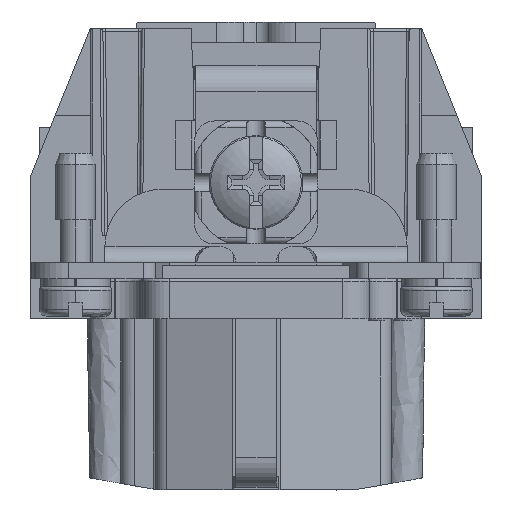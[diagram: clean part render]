
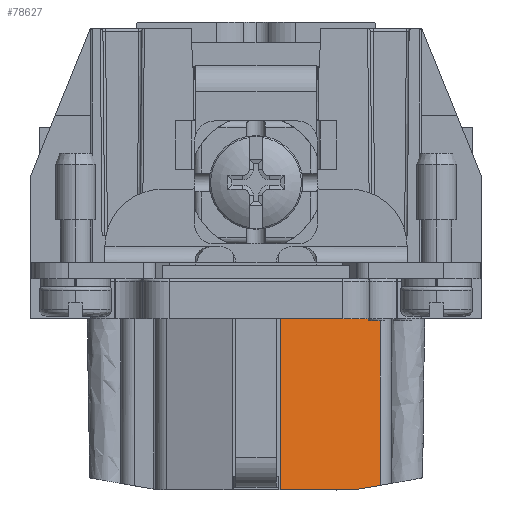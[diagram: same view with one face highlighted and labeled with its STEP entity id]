
A CAD part, left-side view. The second image highlights one B-rep face of the part: STEP entity #78627.
In plain terms, the highlighted planar face has unit normal (-0.944, -0.331, 0).
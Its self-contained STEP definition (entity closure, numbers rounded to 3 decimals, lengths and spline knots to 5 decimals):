
#961 = CARTESIAN_POINT ( 'NONE',  ( -1.25591, -0.07161, 0. ) ) ;
#4045 = CARTESIAN_POINT ( 'NONE',  ( -1.25591, -0.07161, 0. ) ) ;
#9075 = CARTESIAN_POINT ( 'NONE',  ( -1.15281, -0.36601, -0.49008 ) ) ;
#10367 = CARTESIAN_POINT ( 'NONE',  ( -1.25591, -0.07161, 0. ) ) ;
#11484 = CARTESIAN_POINT ( 'NONE',  ( -1.15281, -0.36601, 0. ) ) ;
#11757 = DIRECTION ( 'NONE',  ( 0.944, 0.331, 0. ) ) ;
#13074 = VERTEX_POINT ( 'NONE', #961 ) ;
#16388 = CARTESIAN_POINT ( 'NONE',  ( -1.25591, -0.07161, 0. ) ) ;
#18773 = ORIENTED_EDGE ( 'NONE', *, *, #91919, .F. ) ;
#19046 = CARTESIAN_POINT ( 'NONE',  ( -1.18034, -0.2874, -0.50394 ) ) ;
#19713 = CARTESIAN_POINT ( 'NONE',  ( -1.15281, -0.36601, -0.49008 ) ) ;
#21541 = EDGE_LOOP ( 'NONE', ( #89248, #60496, #18773, #30325, #48839 ) ) ;
#23650 = VECTOR ( 'NONE', #53384, 39.37008 ) ;
#24066 = LINE ( 'NONE', #16388, #23650 ) ;
#25172 = VERTEX_POINT ( 'NONE', #76496 ) ;
#30325 = ORIENTED_EDGE ( 'NONE', *, *, #32309, .F. ) ;
#31109 = CARTESIAN_POINT ( 'NONE',  ( -1.25591, -0.07161, -0.50394 ) ) ;
#32309 = EDGE_CURVE ( 'NONE', #13074, #25172, #24066, .T. ) ;
#33386 = DIRECTION ( 'NONE',  ( -0.331, 0.944, 0. ) ) ;
#37897 = LINE ( 'NONE', #53741, #44710 ) ;
#41353 = DIRECTION ( 'NONE',  ( -0.326, 0.931, -0.164 ) ) ;
#44710 = VECTOR ( 'NONE', #59996, 39.37008 ) ;
#45952 = VECTOR ( 'NONE', #70412, 39.37008 ) ;
#48839 = ORIENTED_EDGE ( 'NONE', *, *, #89693, .F. ) ;
#51867 = VERTEX_POINT ( 'NONE', #31109 ) ;
#53384 = DIRECTION ( 'NONE',  ( 0.331, -0.944, 0. ) ) ;
#53741 = CARTESIAN_POINT ( 'NONE',  ( -1.18034, -0.2874, -0.50394 ) ) ;
#59120 = EDGE_CURVE ( 'NONE', #86880, #88439, #78798, .T. ) ;
#59996 = DIRECTION ( 'NONE',  ( -0.331, 0.944, 0. ) ) ;
#60496 = ORIENTED_EDGE ( 'NONE', *, *, #59120, .F. ) ;
#62242 = LINE ( 'NONE', #10367, #45952 ) ;
#63091 = VECTOR ( 'NONE', #84997, 39.37008 ) ;
#63216 = EDGE_CURVE ( 'NONE', #88439, #51867, #37897, .T. ) ;
#70412 = DIRECTION ( 'NONE',  ( 0., 0., 1. ) ) ;
#71048 = LINE ( 'NONE', #11484, #63091 ) ;
#75362 = VECTOR ( 'NONE', #41353, 39.37008 ) ;
#76496 = CARTESIAN_POINT ( 'NONE',  ( -1.15281, -0.36601, 0. ) ) ;
#78627 = ADVANCED_FACE ( 'NONE', ( #92472 ), #78994, .F. ) ;
#78798 = LINE ( 'NONE', #19713, #75362 ) ;
#78994 = PLANE ( 'NONE',  #87449 ) ;
#84997 = DIRECTION ( 'NONE',  ( 0., 0., -1. ) ) ;
#86880 = VERTEX_POINT ( 'NONE', #9075 ) ;
#87449 = AXIS2_PLACEMENT_3D ( 'NONE', #4045, #11757, #33386 ) ;
#88439 = VERTEX_POINT ( 'NONE', #19046 ) ;
#89248 = ORIENTED_EDGE ( 'NONE', *, *, #63216, .F. ) ;
#89693 = EDGE_CURVE ( 'NONE', #51867, #13074, #62242, .T. ) ;
#91919 = EDGE_CURVE ( 'NONE', #25172, #86880, #71048, .T. ) ;
#92472 = FACE_OUTER_BOUND ( 'NONE', #21541, .T. ) ;
